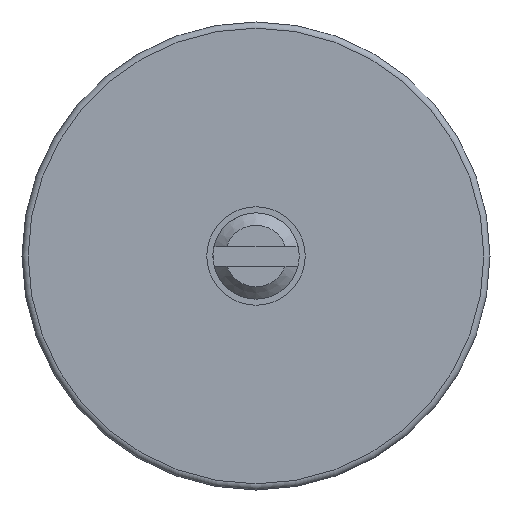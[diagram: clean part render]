
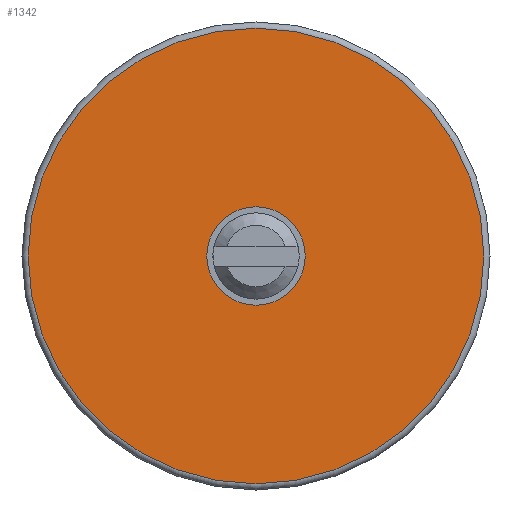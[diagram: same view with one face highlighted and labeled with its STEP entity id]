
A CAD part, left-side view. The second image highlights one B-rep face of the part: STEP entity #1342.
In plain terms, the highlighted planar face has unit normal (-1, 0, 0).
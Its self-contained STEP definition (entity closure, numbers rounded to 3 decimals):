
#67=FACE_BOUND('',#280,.T.);
#93=PLANE('',#1443);
#211=FACE_OUTER_BOUND('',#279,.T.);
#279=EDGE_LOOP('',(#863,#864));
#280=EDGE_LOOP('',(#865,#866));
#374=CIRCLE('',#1437,18.5);
#375=CIRCLE('',#1438,18.5);
#379=CIRCLE('',#1444,4.);
#380=CIRCLE('',#1445,4.);
#500=VERTEX_POINT('',#2060);
#501=VERTEX_POINT('',#2062);
#504=VERTEX_POINT('',#2073);
#505=VERTEX_POINT('',#2074);
#651=EDGE_CURVE('',#500,#501,#374,.T.);
#652=EDGE_CURVE('',#501,#500,#375,.T.);
#657=EDGE_CURVE('',#504,#505,#379,.T.);
#658=EDGE_CURVE('',#505,#504,#380,.T.);
#863=ORIENTED_EDGE('',*,*,#652,.F.);
#864=ORIENTED_EDGE('',*,*,#651,.F.);
#865=ORIENTED_EDGE('',*,*,#657,.T.);
#866=ORIENTED_EDGE('',*,*,#658,.T.);
#1342=ADVANCED_FACE('',(#211,#67),#93,.T.);
#1437=AXIS2_PLACEMENT_3D('',#2063,#1637,#1638);
#1438=AXIS2_PLACEMENT_3D('',#2064,#1639,#1640);
#1443=AXIS2_PLACEMENT_3D('',#2072,#1650,#1651);
#1444=AXIS2_PLACEMENT_3D('',#2075,#1652,#1653);
#1445=AXIS2_PLACEMENT_3D('',#2076,#1654,#1655);
#1637=DIRECTION('center_axis',(1.,0.,0.));
#1638=DIRECTION('ref_axis',(0.,-1.,0.));
#1639=DIRECTION('center_axis',(1.,0.,0.));
#1640=DIRECTION('ref_axis',(0.,-1.,0.));
#1650=DIRECTION('center_axis',(-1.,0.,0.));
#1651=DIRECTION('ref_axis',(0.,0.,1.));
#1652=DIRECTION('center_axis',(1.,0.,0.));
#1653=DIRECTION('ref_axis',(0.,1.,0.));
#1654=DIRECTION('center_axis',(1.,0.,0.));
#1655=DIRECTION('ref_axis',(0.,1.,0.));
#2060=CARTESIAN_POINT('',(0.,0.,18.5));
#2062=CARTESIAN_POINT('',(0.,18.5,0.));
#2063=CARTESIAN_POINT('Origin',(0.,0.,0.));
#2064=CARTESIAN_POINT('Origin',(0.,0.,0.));
#2072=CARTESIAN_POINT('Origin',(0.,11.5,0.));
#2073=CARTESIAN_POINT('',(0.,4.,0.));
#2074=CARTESIAN_POINT('',(0.,-4.,0.));
#2075=CARTESIAN_POINT('Origin',(0.,0.,0.));
#2076=CARTESIAN_POINT('Origin',(0.,0.,0.));
